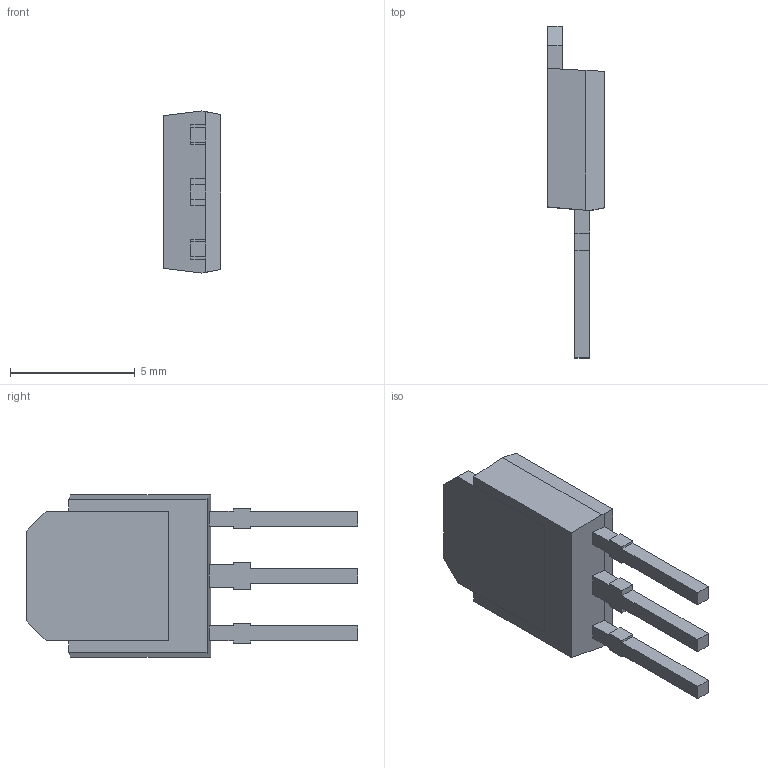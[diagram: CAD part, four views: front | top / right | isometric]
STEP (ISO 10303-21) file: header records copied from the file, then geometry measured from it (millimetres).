
FILE_DESCRIPTION (( 'STEP AP214' ), '1' );
FILE_NAME ('2SK4017(Q).STEP', '2023-03-16T06:21:09', ( '' ), ( '' ), 'SwSTEP 2.0', 'SolidWorks 2017', '' );
FILE_SCHEMA (( 'AUTOMOTIVE_DESIGN' ));
Length unit declared in the file: millimetre
Products named in the file (1): 2SK4017(Q)
Bounding box: 2.3 x 13.3 x 6.5 mm (x, y, z)
Volume: 92.9 mm3; surface area: 245.9 mm2
Topology: 5 solids, 5 shells, 63 faces, 159 edges, 106 vertices
Faces by surface type: plane 63
Entity records: 1923 total; most frequent: CARTESIAN_POINT 329, ORIENTED_EDGE 318, DIRECTION 287, EDGE_CURVE 159, LINE 159, VECTOR 159, VERTEX_POINT 106, AXIS2_PLACEMENT_3D 64
